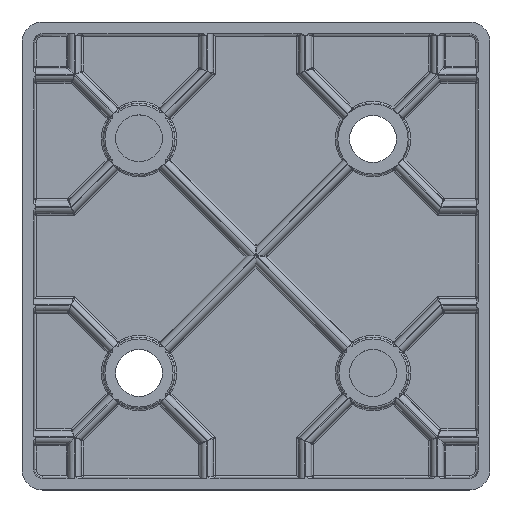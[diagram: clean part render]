
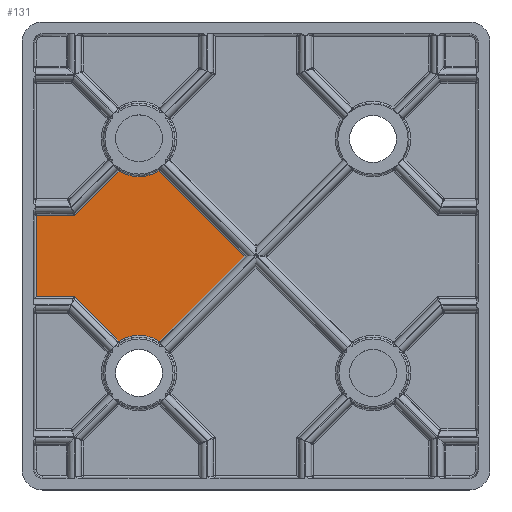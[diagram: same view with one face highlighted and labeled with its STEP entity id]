
A CAD part, top view. The second image highlights one B-rep face of the part: STEP entity #131.
In plain terms, the highlighted planar face has unit normal (0, 0, 1).
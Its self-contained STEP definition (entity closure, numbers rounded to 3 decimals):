
#131=ADVANCED_FACE('',(#812),#813,.T.);
#812=FACE_OUTER_BOUND('',#2082,.T.);
#813=PLANE('',#2083);
#2082=EDGE_LOOP('',(#8179,#8180,#8181,#8182,#8183,#8184,#8185,#8186,#8187));
#2083=AXIS2_PLACEMENT_3D('',#8188,#8189,#8190);
#8179=ORIENTED_EDGE('',*,*,#12034,.T.);
#8180=ORIENTED_EDGE('',*,*,#12035,.T.);
#8181=ORIENTED_EDGE('',*,*,#12036,.T.);
#8182=ORIENTED_EDGE('',*,*,#12037,.T.);
#8183=ORIENTED_EDGE('',*,*,#12038,.T.);
#8184=ORIENTED_EDGE('',*,*,#12039,.T.);
#8185=ORIENTED_EDGE('',*,*,#12040,.T.);
#8186=ORIENTED_EDGE('',*,*,#12041,.T.);
#8187=ORIENTED_EDGE('',*,*,#12042,.T.);
#8188=CARTESIAN_POINT('',(36.5,36.5,2.0));
#8189=DIRECTION('',(0.0,0.0,1.0));
#8190=DIRECTION('',(1.0,0.0,0.0));
#12034=EDGE_CURVE('',#13604,#13605,#13606,.T.);
#12035=EDGE_CURVE('',#13605,#13607,#13608,.T.);
#12036=EDGE_CURVE('',#13607,#13609,#13610,.T.);
#12037=EDGE_CURVE('',#13609,#13611,#13612,.T.);
#12038=EDGE_CURVE('',#13611,#13613,#13614,.T.);
#12039=EDGE_CURVE('',#13613,#13615,#13616,.T.);
#12040=EDGE_CURVE('',#13615,#13617,#13618,.T.);
#12041=EDGE_CURVE('',#13617,#13619,#13620,.T.);
#12042=EDGE_CURVE('',#13619,#13604,#13621,.T.);
#13604=VERTEX_POINT('',#16221);
#13605=VERTEX_POINT('',#16222);
#13606=LINE('',#16223,#16224);
#13607=VERTEX_POINT('',#16225);
#13608=CIRCLE('',#16226,6.45);
#13609=VERTEX_POINT('',#16227);
#13610=LINE('',#16228,#16229);
#13611=VERTEX_POINT('',#16230);
#13612=LINE('',#16231,#16232);
#13613=VERTEX_POINT('',#16233);
#13614=LINE('',#16234,#16235);
#13615=VERTEX_POINT('',#16236);
#13616=LINE('',#16237,#16238);
#13617=VERTEX_POINT('',#16239);
#13618=LINE('',#16240,#16241);
#13619=VERTEX_POINT('',#16242);
#13620=CIRCLE('',#16243,6.45);
#13621=LINE('',#16244,#16245);
#16221=CARTESIAN_POINT('',(-2.05,0.,2.0));
#16222=CARTESIAN_POINT('',(-16.581,14.531,2.0));
#16223=CARTESIAN_POINT('',(-1.025,-1.025,2.0));
#16224=VECTOR('',#20730,1000.0);
#16225=CARTESIAN_POINT('',(-23.419,14.531,2.0));
#16226=AXIS2_PLACEMENT_3D('',#20731,#20732,#20733);
#16227=CARTESIAN_POINT('',(-30.985,6.964,2.0));
#16228=CARTESIAN_POINT('',(17.525,55.475,2.0));
#16229=VECTOR('',#20734,1000.0);
#16230=CARTESIAN_POINT('',(-37.55,6.964,2.0));
#16231=CARTESIAN_POINT('',(36.5,6.964,2.0));
#16232=VECTOR('',#20735,1000.0);
#16233=CARTESIAN_POINT('',(-37.55,-6.964,2.0));
#16234=CARTESIAN_POINT('',(-37.55,36.5,2.0));
#16235=VECTOR('',#20736,1000.0);
#16236=CARTESIAN_POINT('',(-30.985,-6.964,2.0));
#16237=CARTESIAN_POINT('',(36.5,-6.964,2.0));
#16238=VECTOR('',#20737,1000.0);
#16239=CARTESIAN_POINT('',(-23.419,-14.531,2.0));
#16240=CARTESIAN_POINT('',(-18.975,-18.975,2.0));
#16241=VECTOR('',#20738,1000.0);
#16242=CARTESIAN_POINT('',(-16.581,-14.531,2.0));
#16243=AXIS2_PLACEMENT_3D('',#20739,#20740,#20741);
#16244=CARTESIAN_POINT('',(35.475,37.525,2.0));
#16245=VECTOR('',#20742,1000.0);
#20730=DIRECTION('',(-0.707,0.707,0.0));
#20731=CARTESIAN_POINT('',(-20.0,20.0,2.0));
#20732=DIRECTION('',(0.0,0.0,-1.0));
#20733=DIRECTION('',(1.0,0.0,0.0));
#20734=DIRECTION('',(-0.707,-0.707,0.0));
#20735=DIRECTION('',(-1.0,0.,0.0));
#20736=DIRECTION('',(0.,-1.0,-0.0));
#20737=DIRECTION('',(1.0,0.,0.0));
#20738=DIRECTION('',(0.707,-0.707,0.0));
#20739=CARTESIAN_POINT('',(-20.0,-20.0,2.0));
#20740=DIRECTION('',(0.0,0.0,-1.0));
#20741=DIRECTION('',(1.0,0.,0.0));
#20742=DIRECTION('',(0.707,0.707,-0.0));
